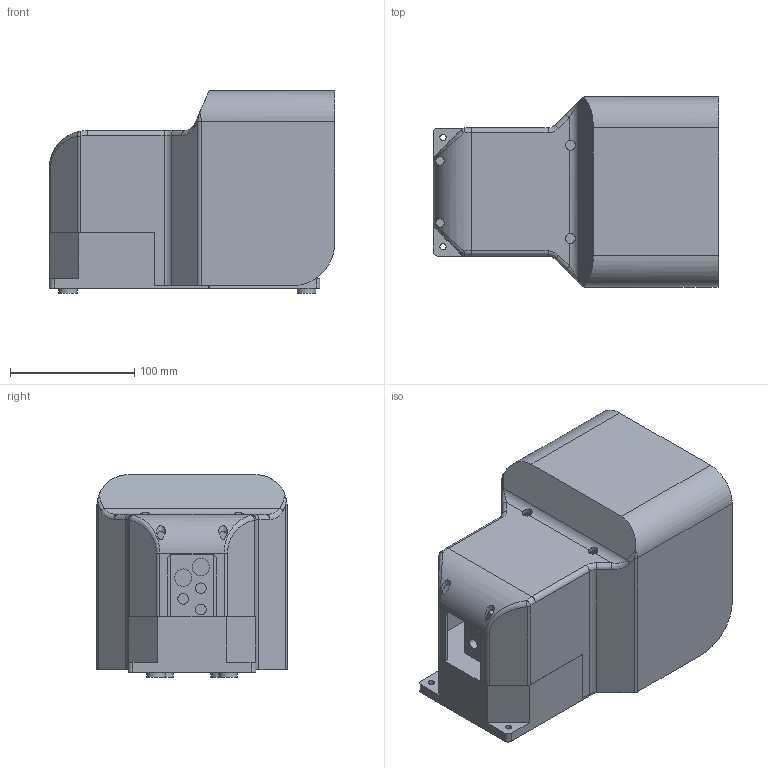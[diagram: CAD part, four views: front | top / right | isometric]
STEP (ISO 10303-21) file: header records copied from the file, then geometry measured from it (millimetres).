
FILE_DESCRIPTION((''),'2;1');
FILE_NAME('228_32_10-1.stp','2006-12-19T11:39:52',('rivolro1'),(''),'Autodesk Inventor 11','Autodesk Inventor 11','');
FILE_SCHEMA(('AUTOMOTIVE_DESIGN { 1 0 10303 214 1 1 1 1 }'));
Length unit declared in the file: millimetre
Products named in the file (3): 228_32_10-1; 228_32_10-1(A); 228_32_10-1(B)
Assembly tree (2 placements, depth 2):
  228_32_10-1
    228_32_10-1(A)
    228_32_10-1(B)
Bounding box: 230 x 153 x 163 mm (x, y, z)
Volume: 1041335.6 mm3; surface area: 293847 mm2
Topology: 2 solids, 4 shells, 185 faces, 471 edges, 300 vertices
Faces by surface type: plane 88, cylinder 56, bspline 29, torus 8, sphere 4
Full cylindrical faces by diameter (mm): 5 x2, 14 x2, 15 x4
Entity records: 6686 total; most frequent: CARTESIAN_POINT 2187, DIRECTION 918, ORIENTED_EDGE 904, EDGE_CURVE 452, AXIS2_PLACEMENT_3D 323, VERTEX_POINT 298, VECTOR 272, LINE 272
